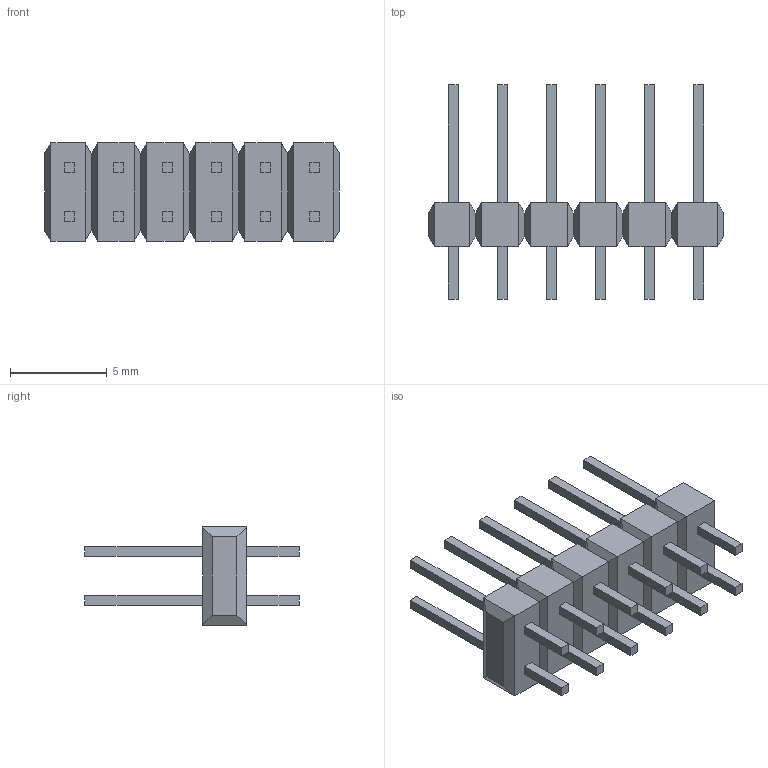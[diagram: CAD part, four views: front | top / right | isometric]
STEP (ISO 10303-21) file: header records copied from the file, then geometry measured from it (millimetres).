
FILE_DESCRIPTION((''),'2;1');
FILE_NAME('010897121','2016-10-25T',('gsharma'),(''),'PRO/ENGINEER BY PARAMETRIC TECHNOLOGY CORPORATION, 2012310','PRO/ENGINEER BY PARAMETRIC TECHNOLOGY CORPORATION, 2012310','');
FILE_SCHEMA(('CONFIG_CONTROL_DESIGN'));
Length unit declared in the file: inch
Products named in the file (1): 010897121
Bounding box: 15.24 x 11.1 x 5.08 mm (x, y, z)
Volume: 190.5 mm3; surface area: 488.4 mm2
Topology: 1 solids, 1 shells, 194 faces, 460 edges, 292 vertices
Faces by surface type: plane 194
Entity records: 5425 total; most frequent: CARTESIAN_POINT 923, DIRECTION 874, ORIENTED_EDGE 872, VECTOR 436, LINE 436, EDGE_CURVE 436, VERTEX_POINT 268, AXIS2_PLACEMENT_3D 219
